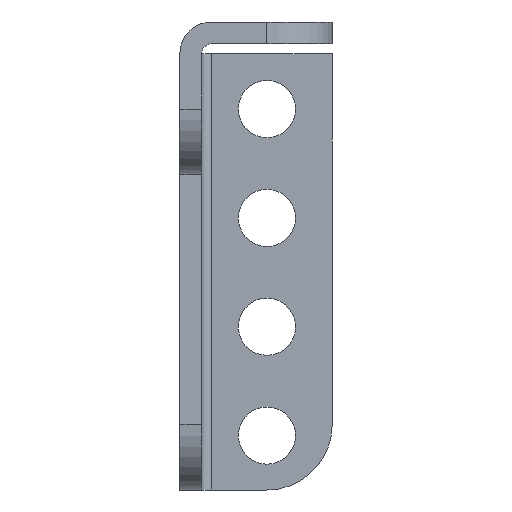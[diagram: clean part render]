
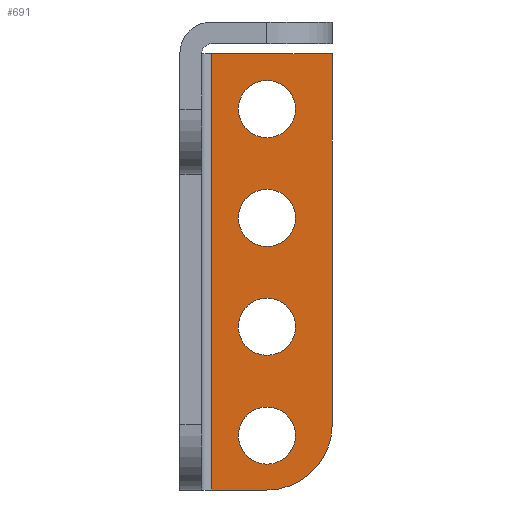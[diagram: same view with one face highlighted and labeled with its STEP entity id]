
A CAD part, left-side view. The second image highlights one B-rep face of the part: STEP entity #691.
In plain terms, the highlighted planar face has unit normal (-1, 0, 0).
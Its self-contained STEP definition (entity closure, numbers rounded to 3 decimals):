
#9 = LINE ( 'NONE', #573, #491 ) ;
#16 = CARTESIAN_POINT ( 'NONE',  ( 20.945, -6.4, -23.999 ) ) ;
#20 = DIRECTION ( 'NONE',  ( -1., 0., 0. ) ) ;
#40 = CIRCLE ( 'NONE', #224, 2.1 ) ;
#58 = DIRECTION ( 'NONE',  ( 0., -1., 0. ) ) ;
#112 = EDGE_CURVE ( 'NONE', #113, #847, #1490, .T. ) ;
#113 = VERTEX_POINT ( 'NONE', #177 ) ;
#120 = FACE_OUTER_BOUND ( 'NONE', #444, .T. ) ;
#134 = EDGE_CURVE ( 'NONE', #826, #492, #385, .T. ) ;
#140 = DIRECTION ( 'NONE',  ( 0., 1., 0. ) ) ;
#157 = CARTESIAN_POINT ( 'NONE',  ( 20.945, -8.5, -31.999 ) ) ;
#177 = CARTESIAN_POINT ( 'NONE',  ( 20.945, -2.337, -35.999 ) ) ;
#181 = AXIS2_PLACEMENT_3D ( 'NONE', #1339, #218, #486 ) ;
#184 = AXIS2_PLACEMENT_3D ( 'NONE', #455, #1723, #892 ) ;
#198 = DIRECTION ( 'NONE',  ( 0., 0., -1. ) ) ;
#199 = ORIENTED_EDGE ( 'NONE', *, *, #1254, .F. ) ;
#207 = CARTESIAN_POINT ( 'NONE',  ( 20.945, -6.4, -7.999 ) ) ;
#218 = DIRECTION ( 'NONE',  ( -1., 0., 0. ) ) ;
#224 = AXIS2_PLACEMENT_3D ( 'NONE', #1212, #675, #943 ) ;
#228 = ORIENTED_EDGE ( 'NONE', *, *, #1066, .F. ) ;
#240 = CARTESIAN_POINT ( 'NONE',  ( 20.945, -4.3, -31.999 ) ) ;
#243 = DIRECTION ( 'NONE',  ( -1., 0., 0. ) ) ;
#270 = CARTESIAN_POINT ( 'NONE',  ( 20.945, -6.4, -35.999 ) ) ;
#279 = AXIS2_PLACEMENT_3D ( 'NONE', #432, #1690, #1422 ) ;
#306 = AXIS2_PLACEMENT_3D ( 'NONE', #561, #20, #140 ) ;
#310 = DIRECTION ( 'NONE',  ( 0., 1., 0. ) ) ;
#331 = CARTESIAN_POINT ( 'NONE',  ( 20.945, 3.984, -35.999 ) ) ;
#342 = CARTESIAN_POINT ( 'NONE',  ( 20.945, -11.2, -31.199 ) ) ;
#385 = CIRCLE ( 'NONE', #1407, 2.1 ) ;
#389 = ORIENTED_EDGE ( 'NONE', *, *, #1267, .F. ) ;
#432 = CARTESIAN_POINT ( 'NONE',  ( 20.945, -6.4, -31.199 ) ) ;
#444 = EDGE_LOOP ( 'NONE', ( #827, #199, #1473, #389, #1799 ) ) ;
#449 = EDGE_LOOP ( 'NONE', ( #228, #1577 ) ) ;
#455 = CARTESIAN_POINT ( 'NONE',  ( 20.945, -6.4, -15.999 ) ) ;
#457 = CIRCLE ( 'NONE', #1284, 2.1 ) ;
#461 = VERTEX_POINT ( 'NONE', #590 ) ;
#472 = DIRECTION ( 'NONE',  ( 0., 1., 0. ) ) ;
#485 = CIRCLE ( 'NONE', #306, 2.1 ) ;
#486 = DIRECTION ( 'NONE',  ( 0., 1., 0. ) ) ;
#491 = VECTOR ( 'NONE', #1139, 1000. ) ;
#492 = VERTEX_POINT ( 'NONE', #1725 ) ;
#509 = DIRECTION ( 'NONE',  ( 1., 0., 0. ) ) ;
#520 = AXIS2_PLACEMENT_3D ( 'NONE', #690, #509, #1246 ) ;
#531 = FACE_BOUND ( 'NONE', #792, .T. ) ;
#553 = EDGE_LOOP ( 'NONE', ( #787, #1559 ) ) ;
#561 = CARTESIAN_POINT ( 'NONE',  ( 20.945, -6.4, -31.999 ) ) ;
#573 = CARTESIAN_POINT ( 'NONE',  ( 20.945, -1.6, -3.936 ) ) ;
#575 = CIRCLE ( 'NONE', #1138, 2.1 ) ;
#590 = CARTESIAN_POINT ( 'NONE',  ( 20.945, -11.2, -3.936 ) ) ;
#594 = VERTEX_POINT ( 'NONE', #1023 ) ;
#675 = DIRECTION ( 'NONE',  ( -1., 0., 0. ) ) ;
#684 = VERTEX_POINT ( 'NONE', #1769 ) ;
#690 = CARTESIAN_POINT ( 'NONE',  ( 20.945, -1.6, -3.936 ) ) ;
#691 = ADVANCED_FACE ( 'NONE', ( #1511, #835, #1656, #120, #531 ), #1223, .F. ) ;
#734 = VERTEX_POINT ( 'NONE', #1801 ) ;
#745 = VERTEX_POINT ( 'NONE', #240 ) ;
#751 = CIRCLE ( 'NONE', #181, 2.1 ) ;
#787 = ORIENTED_EDGE ( 'NONE', *, *, #1669, .F. ) ;
#792 = EDGE_LOOP ( 'NONE', ( #1082, #1301 ) ) ;
#805 = EDGE_CURVE ( 'NONE', #1156, #847, #1081, .T. ) ;
#808 = VERTEX_POINT ( 'NONE', #157 ) ;
#826 = VERTEX_POINT ( 'NONE', #1432 ) ;
#827 = ORIENTED_EDGE ( 'NONE', *, *, #805, .F. ) ;
#835 = FACE_BOUND ( 'NONE', #553, .T. ) ;
#847 = VERTEX_POINT ( 'NONE', #270 ) ;
#864 = EDGE_CURVE ( 'NONE', #745, #808, #485, .T. ) ;
#892 = DIRECTION ( 'NONE',  ( 0., 1., 0. ) ) ;
#895 = LINE ( 'NONE', #1488, #1605 ) ;
#932 = AXIS2_PLACEMENT_3D ( 'NONE', #207, #243, #1268 ) ;
#943 = DIRECTION ( 'NONE',  ( 0., 1., 0. ) ) ;
#1023 = CARTESIAN_POINT ( 'NONE',  ( 20.945, -2.337, -3.936 ) ) ;
#1027 = CARTESIAN_POINT ( 'NONE',  ( 20.945, -6.4, -7.999 ) ) ;
#1056 = DIRECTION ( 'NONE',  ( 0., 0., 1. ) ) ;
#1066 = EDGE_CURVE ( 'NONE', #492, #826, #457, .T. ) ;
#1081 = CIRCLE ( 'NONE', #279, 4.8 ) ;
#1082 = ORIENTED_EDGE ( 'NONE', *, *, #864, .F. ) ;
#1134 = EDGE_CURVE ( 'NONE', #594, #461, #9, .T. ) ;
#1138 = AXIS2_PLACEMENT_3D ( 'NONE', #1027, #1463, #472 ) ;
#1139 = DIRECTION ( 'NONE',  ( 0., -1., 0. ) ) ;
#1156 = VERTEX_POINT ( 'NONE', #342 ) ;
#1174 = VECTOR ( 'NONE', #58, 1000. ) ;
#1212 = CARTESIAN_POINT ( 'NONE',  ( 20.945, -6.4, -31.999 ) ) ;
#1223 = PLANE ( 'NONE',  #520 ) ;
#1229 = CIRCLE ( 'NONE', #184, 2.1 ) ;
#1246 = DIRECTION ( 'NONE',  ( 0., 1., 0. ) ) ;
#1254 = EDGE_CURVE ( 'NONE', #461, #1156, #895, .T. ) ;
#1267 = EDGE_CURVE ( 'NONE', #113, #594, #1726, .T. ) ;
#1268 = DIRECTION ( 'NONE',  ( 0., 1., 0. ) ) ;
#1276 = VERTEX_POINT ( 'NONE', #1333 ) ;
#1284 = AXIS2_PLACEMENT_3D ( 'NONE', #16, #1704, #310 ) ;
#1301 = ORIENTED_EDGE ( 'NONE', *, *, #1763, .F. ) ;
#1333 = CARTESIAN_POINT ( 'NONE',  ( 20.945, -8.5, -15.999 ) ) ;
#1339 = CARTESIAN_POINT ( 'NONE',  ( 20.945, -6.4, -15.999 ) ) ;
#1351 = VECTOR ( 'NONE', #1056, 1000. ) ;
#1407 = AXIS2_PLACEMENT_3D ( 'NONE', #1737, #1457, #1634 ) ;
#1422 = DIRECTION ( 'NONE',  ( 0., 0., -1. ) ) ;
#1432 = CARTESIAN_POINT ( 'NONE',  ( 20.945, -8.5, -23.999 ) ) ;
#1457 = DIRECTION ( 'NONE',  ( -1., 0., 0. ) ) ;
#1463 = DIRECTION ( 'NONE',  ( -1., 0., 0. ) ) ;
#1473 = ORIENTED_EDGE ( 'NONE', *, *, #1134, .F. ) ;
#1488 = CARTESIAN_POINT ( 'NONE',  ( 20.945, -11.2, -3.936 ) ) ;
#1490 = LINE ( 'NONE', #331, #1174 ) ;
#1511 = FACE_BOUND ( 'NONE', #1774, .T. ) ;
#1541 = ORIENTED_EDGE ( 'NONE', *, *, #1743, .F. ) ;
#1559 = ORIENTED_EDGE ( 'NONE', *, *, #1639, .F. ) ;
#1577 = ORIENTED_EDGE ( 'NONE', *, *, #134, .F. ) ;
#1592 = EDGE_CURVE ( 'NONE', #684, #734, #575, .T. ) ;
#1605 = VECTOR ( 'NONE', #198, 1000. ) ;
#1634 = DIRECTION ( 'NONE',  ( 0., 1., 0. ) ) ;
#1639 = EDGE_CURVE ( 'NONE', #1276, #1701, #751, .T. ) ;
#1656 = FACE_BOUND ( 'NONE', #449, .T. ) ;
#1669 = EDGE_CURVE ( 'NONE', #1701, #1276, #1229, .T. ) ;
#1690 = DIRECTION ( 'NONE',  ( 1., 0., 0. ) ) ;
#1701 = VERTEX_POINT ( 'NONE', #1756 ) ;
#1704 = DIRECTION ( 'NONE',  ( -1., 0., 0. ) ) ;
#1712 = CIRCLE ( 'NONE', #932, 2.1 ) ;
#1723 = DIRECTION ( 'NONE',  ( -1., 0., 0. ) ) ;
#1725 = CARTESIAN_POINT ( 'NONE',  ( 20.945, -4.3, -23.999 ) ) ;
#1726 = LINE ( 'NONE', #1736, #1351 ) ;
#1736 = CARTESIAN_POINT ( 'NONE',  ( 20.945, -2.337, -3.936 ) ) ;
#1737 = CARTESIAN_POINT ( 'NONE',  ( 20.945, -6.4, -23.999 ) ) ;
#1743 = EDGE_CURVE ( 'NONE', #734, #684, #1712, .T. ) ;
#1756 = CARTESIAN_POINT ( 'NONE',  ( 20.945, -4.3, -15.999 ) ) ;
#1763 = EDGE_CURVE ( 'NONE', #808, #745, #40, .T. ) ;
#1769 = CARTESIAN_POINT ( 'NONE',  ( 20.945, -8.5, -7.999 ) ) ;
#1774 = EDGE_LOOP ( 'NONE', ( #1541, #1775 ) ) ;
#1775 = ORIENTED_EDGE ( 'NONE', *, *, #1592, .F. ) ;
#1799 = ORIENTED_EDGE ( 'NONE', *, *, #112, .T. ) ;
#1801 = CARTESIAN_POINT ( 'NONE',  ( 20.945, -4.3, -7.999 ) ) ;
